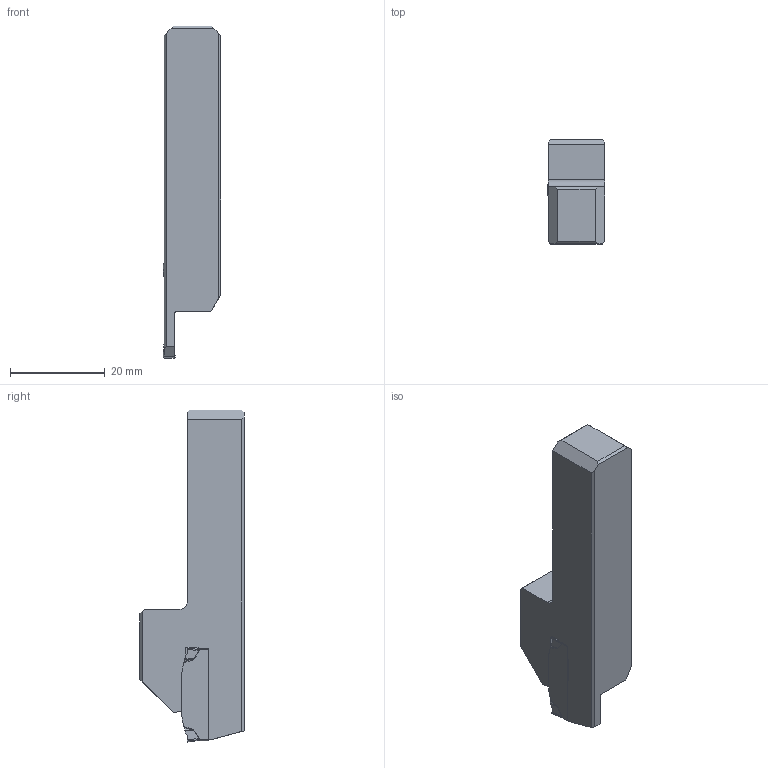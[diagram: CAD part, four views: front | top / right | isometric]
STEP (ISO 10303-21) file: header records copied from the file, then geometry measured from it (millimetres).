
FILE_DESCRIPTION(/* description */ (''),/* implementation_level */ '2;1');
FILE_NAME(/* name */ '1695381201578.stp',/* time_stamp */ '2023-09-22T16:43:35+05:00',/* author */ (''),/* organization */ ('SMS'),/* preprocessor_version */ 'ST-DEVELOPER v16.7',/* originating_system */ 'SIEMENS PLM Software NX 12.0',/* authorisation */ '');
FILE_SCHEMA (('AUTOMOTIVE_DESIGN { 1 0 10303 214 3 1 1 1 }'));
Length unit declared in the file: millimetre
Products named in the file (4): ASSEMBLY_CONSTRUCTION; 204179135nuc000_00; 204367329mod000_00; 204367331mod000_00
Assembly tree (3 placements, depth 2):
  204367331mod000_00
    204367329mod000_00
    204179135nuc000_00
    ASSEMBLY_CONSTRUCTION
Bounding box: 12.15 x 22 x 70 mm (x, y, z)
Volume: 10056.7 mm3; surface area: 4138.4 mm2
Topology: 2 solids, 2 shells, 110 faces, 291 edges, 192 vertices
Faces by surface type: plane 58, bspline 32, cylinder 18, torus 2
Entity records: 4467 total; most frequent: CARTESIAN_POINT 1821, ORIENTED_EDGE 580, DIRECTION 444, EDGE_CURVE 290, VERTEX_POINT 184, LINE 164, VECTOR 164, AXIS2_PLACEMENT_3D 140
